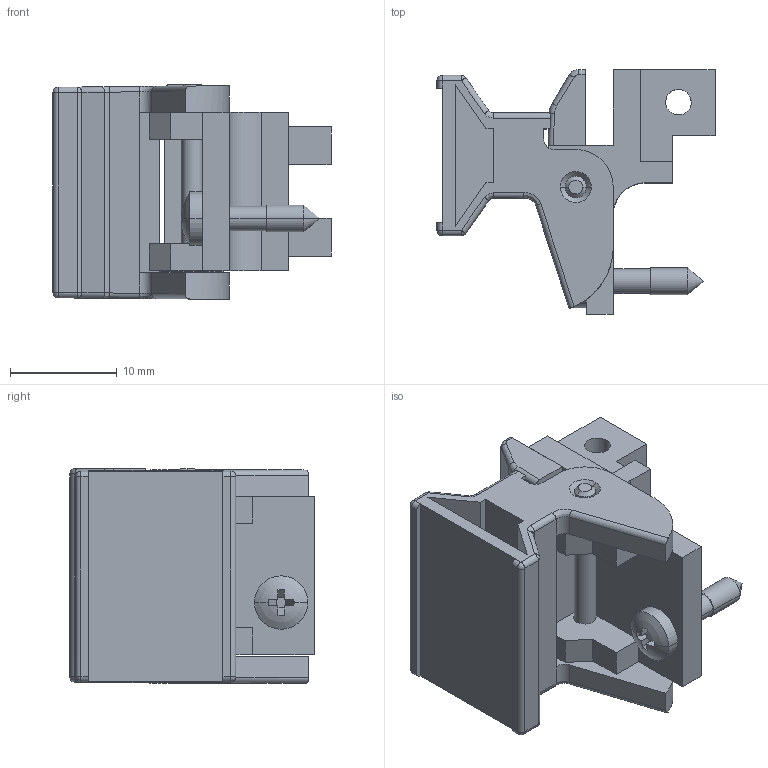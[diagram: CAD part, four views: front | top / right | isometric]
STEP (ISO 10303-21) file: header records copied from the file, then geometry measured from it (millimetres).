
FILE_DESCRIPTION((''),'2;1');
FILE_NAME('226203730000VM-_ASM','2014-09-08T',('wkoerber'),(''),'PRO/ENGINEER BY PARAMETRIC TECHNOLOGY CORPORATION, 2010160','PRO/ENGINEER BY PARAMETRIC TECHNOLOGY CORPORATION, 2010160','');
FILE_SCHEMA(('AUTOMOTIVE_DESIGN { 1 0 10303 214 1 1 1 1 }'));
Length unit declared in the file: millimetre
Products named in the file (5): 226203033500VM-; 226203033100VM-; 226203044200VM-; ZYLINDERSTIFT_ISO2338-2M6X20; 226203730000VM-_ASM
Assembly tree (4 placements, depth 2):
  226203730000VM-_ASM
    226203033500VM-
    226203033100VM-
    226203044200VM-
    ZYLINDERSTIFT_ISO2338-2M6X20
Bounding box: 26.04 x 22.9 x 20.1 mm (x, y, z)
Volume: 3644.5 mm3; surface area: 4440.5 mm2
Topology: 4 solids, 4 shells, 232 faces, 586 edges, 361 vertices
Faces by surface type: plane 117, cylinder 72, bspline 15, cone 12, sphere 10, torus 6
Entity records: 9343 total; most frequent: CARTESIAN_POINT 2804, ORIENTED_EDGE 1168, DIRECTION 1145, EDGE_CURVE 584, AXIS2_PLACEMENT_3D 383, VECTOR 379, LINE 379, VERTEX_POINT 361
